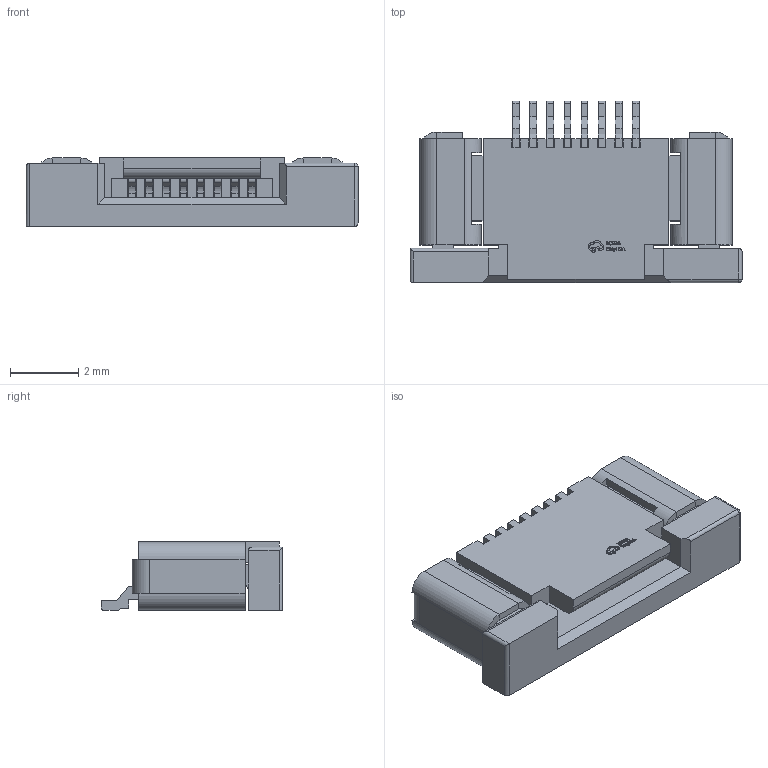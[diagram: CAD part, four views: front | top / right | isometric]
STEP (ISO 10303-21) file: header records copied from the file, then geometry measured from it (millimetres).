
FILE_DESCRIPTION (( 'STEP AP214' ), '1' );
FILE_NAME ('FPC-SMD_8P-P0.50_SHOUHAN_CTSJ-H2.0.STEP', '2023-08-24T02:09:39', ( '' ), ( '' ), 'SwSTEP 2.0', 'SolidWorks 2020', '' );
FILE_SCHEMA (( 'AUTOMOTIVE_DESIGN' ));
Length unit declared in the file: millimetre
Products named in the file (1): FPC-SMD_8P-P0.50_SHOUHAN_CTSJ-H2.0
Bounding box: 9.7 x 5.3 x 2.01 mm (x, y, z)
Volume: 53.6 mm3; surface area: 383.2 mm2
Topology: 12 solids, 12 shells, 787 faces, 2179 edges, 1422 vertices
Faces by surface type: plane 595, bspline 98, cylinder 93, sphere 1
Entity records: 34077 total; most frequent: CARTESIAN_POINT 5724, ORIENTED_EDGE 4356, DIRECTION 3539, EDGE_CURVE 2178, LINE 1777, VECTOR 1777, VERTEX_POINT 1422, AXIS2_PLACEMENT_3D 881
